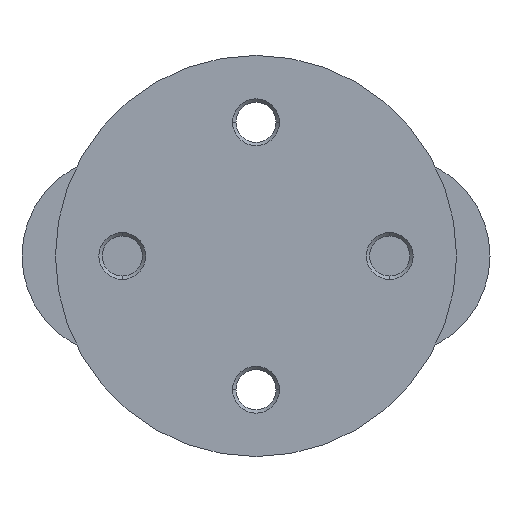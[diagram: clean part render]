
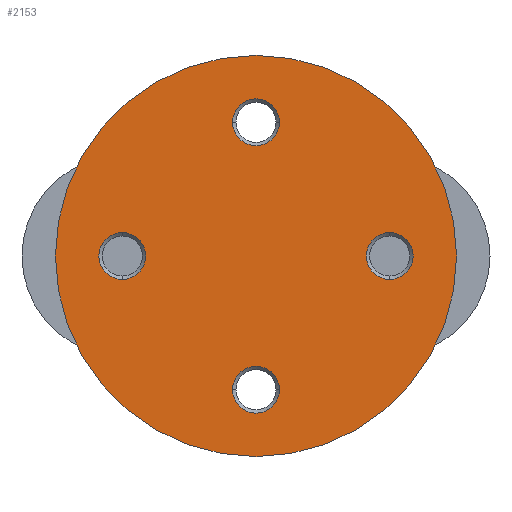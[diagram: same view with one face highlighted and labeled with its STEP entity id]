
A CAD part, left-side view. The second image highlights one B-rep face of the part: STEP entity #2153.
In plain terms, the highlighted planar face has unit normal (-1, 0, 0).
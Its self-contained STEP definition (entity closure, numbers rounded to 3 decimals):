
#1=CARTESIAN_POINT('',(0.,0.,0.));
#2=DIRECTION('',(1.,0.,0.));
#3=DIRECTION('',(0.,0.,-1.));
#4=AXIS2_PLACEMENT_3D('',#1,#2,#3);
#6=CARTESIAN_POINT('',(0.,0.,0.));
#7=DIRECTION('',(1.,0.,0.));
#8=DIRECTION('',(0.,0.,1.));
#9=AXIS2_PLACEMENT_3D('',#6,#7,#8);
#11=CARTESIAN_POINT('',(0.,0.,-40.));
#12=DIRECTION('',(1.,0.,0.));
#13=DIRECTION('',(0.,-1.,0.));
#14=AXIS2_PLACEMENT_3D('',#11,#12,#13);
#16=CARTESIAN_POINT('',(0.,0.,-40.));
#17=DIRECTION('',(1.,0.,0.));
#18=DIRECTION('',(0.,1.,0.));
#19=AXIS2_PLACEMENT_3D('',#16,#17,#18);
#21=CARTESIAN_POINT('',(0.,40.,0.));
#22=DIRECTION('',(1.,0.,0.));
#23=DIRECTION('',(0.,0.,-1.));
#24=AXIS2_PLACEMENT_3D('',#21,#22,#23);
#26=CARTESIAN_POINT('',(0.,40.,0.));
#27=DIRECTION('',(1.,0.,0.));
#28=DIRECTION('',(0.,0.,1.));
#29=AXIS2_PLACEMENT_3D('',#26,#27,#28);
#31=CARTESIAN_POINT('',(0.,-40.,0.));
#32=DIRECTION('',(1.,0.,0.));
#33=DIRECTION('',(0.,0.,-1.));
#34=AXIS2_PLACEMENT_3D('',#31,#32,#33);
#36=CARTESIAN_POINT('',(0.,-40.,0.));
#37=DIRECTION('',(1.,0.,0.));
#38=DIRECTION('',(0.,0.,1.));
#39=AXIS2_PLACEMENT_3D('',#36,#37,#38);
#41=CARTESIAN_POINT('',(0.,0.,40.));
#42=DIRECTION('',(1.,0.,0.));
#43=DIRECTION('',(0.,1.,0.));
#44=AXIS2_PLACEMENT_3D('',#41,#42,#43);
#46=CARTESIAN_POINT('',(0.,0.,40.));
#47=DIRECTION('',(1.,0.,0.));
#48=DIRECTION('',(0.,-1.,0.));
#49=AXIS2_PLACEMENT_3D('',#46,#47,#48);
#1802=CARTESIAN_POINT('',(0.,0.,-60.));
#1803=CARTESIAN_POINT('',(0.,0.,60.));
#1804=VERTEX_POINT('',#1802);
#1805=VERTEX_POINT('',#1803);
#2054=CARTESIAN_POINT('',(0.,-7.,-40.));
#2055=CARTESIAN_POINT('',(0.,7.,-40.));
#2056=VERTEX_POINT('',#2054);
#2057=VERTEX_POINT('',#2055);
#2062=CARTESIAN_POINT('',(0.,40.,-7.));
#2063=CARTESIAN_POINT('',(0.,40.,7.));
#2064=VERTEX_POINT('',#2062);
#2065=VERTEX_POINT('',#2063);
#2078=CARTESIAN_POINT('',(0.,-40.,-7.));
#2079=CARTESIAN_POINT('',(0.,-40.,7.));
#2080=VERTEX_POINT('',#2078);
#2081=VERTEX_POINT('',#2079);
#2086=CARTESIAN_POINT('',(0.,7.,40.));
#2087=CARTESIAN_POINT('',(0.,-7.,40.));
#2088=VERTEX_POINT('',#2086);
#2089=VERTEX_POINT('',#2087);
#2118=CARTESIAN_POINT('',(0.,0.,0.));
#2119=DIRECTION('',(1.,0.,0.));
#2120=DIRECTION('',(0.,0.,-1.));
#2121=AXIS2_PLACEMENT_3D('',#2118,#2119,#2120);
#2122=PLANE('',#2121);
#2124=ORIENTED_EDGE('',*,*,#2123,.T.);
#2126=ORIENTED_EDGE('',*,*,#2125,.T.);
#2127=EDGE_LOOP('',(#2124,#2126));
#2128=FACE_OUTER_BOUND('',#2127,.F.);
#2130=ORIENTED_EDGE('',*,*,#2129,.F.);
#2132=ORIENTED_EDGE('',*,*,#2131,.F.);
#2133=EDGE_LOOP('',(#2130,#2132));
#2134=FACE_BOUND('',#2133,.F.);
#2136=ORIENTED_EDGE('',*,*,#2135,.F.);
#2138=ORIENTED_EDGE('',*,*,#2137,.F.);
#2139=EDGE_LOOP('',(#2136,#2138));
#2140=FACE_BOUND('',#2139,.F.);
#2142=ORIENTED_EDGE('',*,*,#2141,.F.);
#2144=ORIENTED_EDGE('',*,*,#2143,.F.);
#2145=EDGE_LOOP('',(#2142,#2144));
#2146=FACE_BOUND('',#2145,.F.);
#2148=ORIENTED_EDGE('',*,*,#2147,.F.);
#2150=ORIENTED_EDGE('',*,*,#2149,.F.);
#2151=EDGE_LOOP('',(#2148,#2150));
#2152=FACE_BOUND('',#2151,.F.);
#2153=ADVANCED_FACE('',(#2128,#2134,#2140,#2146,#2152),#2122,.F.);
#5=CIRCLE('',#4,60.);
#10=CIRCLE('',#9,60.);
#15=CIRCLE('',#14,7.);
#20=CIRCLE('',#19,7.);
#25=CIRCLE('',#24,7.);
#30=CIRCLE('',#29,7.);
#35=CIRCLE('',#34,7.);
#40=CIRCLE('',#39,7.);
#45=CIRCLE('',#44,7.);
#50=CIRCLE('',#49,7.);
#2123=EDGE_CURVE('',#1804,#1805,#5,.T.);
#2125=EDGE_CURVE('',#1805,#1804,#10,.T.);
#2129=EDGE_CURVE('',#2056,#2057,#15,.T.);
#2131=EDGE_CURVE('',#2057,#2056,#20,.T.);
#2135=EDGE_CURVE('',#2064,#2065,#25,.T.);
#2137=EDGE_CURVE('',#2065,#2064,#30,.T.);
#2141=EDGE_CURVE('',#2080,#2081,#35,.T.);
#2143=EDGE_CURVE('',#2081,#2080,#40,.T.);
#2147=EDGE_CURVE('',#2088,#2089,#45,.T.);
#2149=EDGE_CURVE('',#2089,#2088,#50,.T.);
